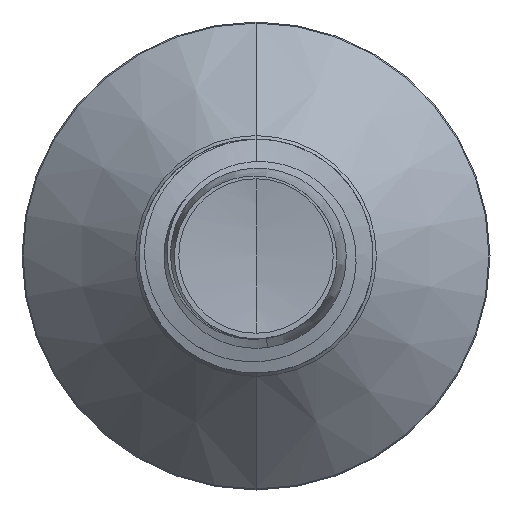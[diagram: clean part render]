
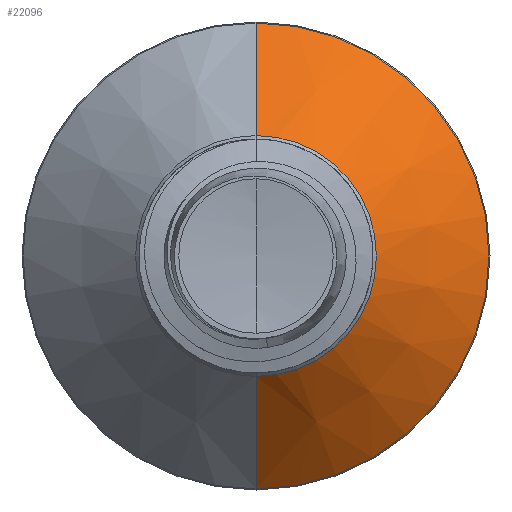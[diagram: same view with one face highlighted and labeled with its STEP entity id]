
A CAD part, front view. The second image highlights one B-rep face of the part: STEP entity #22096.
In plain terms, the highlighted conical face has half-angle 45 degrees and reference radius 3.088 mm.
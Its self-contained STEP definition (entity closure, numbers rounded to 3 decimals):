
#476 = AXIS2_PLACEMENT_3D ( 'NONE', #819, #15133, #3953 ) ;
#819 = CARTESIAN_POINT ( 'NONE',  ( 0., 12.239, 0. ) ) ;
#2078 = EDGE_CURVE ( 'NONE', #4236, #2501, #9395, .T. ) ;
#2481 = AXIS2_PLACEMENT_3D ( 'NONE', #7528, #20300, #9364 ) ;
#2501 = VERTEX_POINT ( 'NONE', #15468 ) ;
#2652 = CARTESIAN_POINT ( 'NONE',  ( 0., 12.239, -3.089 ) ) ;
#3850 = EDGE_CURVE ( 'NONE', #9011, #11447, #9667, .T. ) ;
#3953 = DIRECTION ( 'NONE',  ( 0., 0., 1. ) ) ;
#4236 = VERTEX_POINT ( 'NONE', #9605 ) ;
#4522 = DIRECTION ( 'NONE',  ( 0., 0.707, 0.707 ) ) ;
#4611 = EDGE_LOOP ( 'NONE', ( #20378, #7482, #9527, #12383 ) ) ;
#6038 = VECTOR ( 'NONE', #22757, 1000. ) ;
#6574 = LINE ( 'NONE', #2652, #6038 ) ;
#7196 = CARTESIAN_POINT ( 'NONE',  ( 0., 15.124, 5.974 ) ) ;
#7482 = ORIENTED_EDGE ( 'NONE', *, *, #8049, .T. ) ;
#7528 = CARTESIAN_POINT ( 'NONE',  ( 0., 15.124, 0. ) ) ;
#7579 = DIRECTION ( 'NONE',  ( 0., 1., 0. ) ) ;
#8049 = EDGE_CURVE ( 'NONE', #2501, #11447, #6574, .T. ) ;
#9011 = VERTEX_POINT ( 'NONE', #7196 ) ;
#9364 = DIRECTION ( 'NONE',  ( 0., 0., 1. ) ) ;
#9395 = CIRCLE ( 'NONE', #20524, 3.089 ) ;
#9527 = ORIENTED_EDGE ( 'NONE', *, *, #3850, .F. ) ;
#9605 = CARTESIAN_POINT ( 'NONE',  ( 0., 12.239, 3.089 ) ) ;
#9667 = CIRCLE ( 'NONE', #2481, 5.974 ) ;
#10544 = CONICAL_SURFACE ( 'NONE', #476, 3.089, 0.785 ) ;
#11150 = FACE_OUTER_BOUND ( 'NONE', #4611, .T. ) ;
#11447 = VERTEX_POINT ( 'NONE', #19427 ) ;
#12383 = ORIENTED_EDGE ( 'NONE', *, *, #16686, .F. ) ;
#13452 = LINE ( 'NONE', #17281, #18307 ) ;
#15133 = DIRECTION ( 'NONE',  ( 0., 1., 0. ) ) ;
#15468 = CARTESIAN_POINT ( 'NONE',  ( 0., 12.239, -3.089 ) ) ;
#16686 = EDGE_CURVE ( 'NONE', #4236, #9011, #13452, .T. ) ;
#17281 = CARTESIAN_POINT ( 'NONE',  ( 0., 12.239, 3.089 ) ) ;
#18307 = VECTOR ( 'NONE', #4522, 1000. ) ;
#18510 = CARTESIAN_POINT ( 'NONE',  ( 0., 12.239, 0. ) ) ;
#19427 = CARTESIAN_POINT ( 'NONE',  ( 0., 15.124, -5.974 ) ) ;
#20300 = DIRECTION ( 'NONE',  ( 0., 1., 0. ) ) ;
#20352 = DIRECTION ( 'NONE',  ( 0., 0., 1. ) ) ;
#20378 = ORIENTED_EDGE ( 'NONE', *, *, #2078, .T. ) ;
#20524 = AXIS2_PLACEMENT_3D ( 'NONE', #18510, #7579, #20352 ) ;
#22096 = ADVANCED_FACE ( 'NONE', ( #11150 ), #10544, .T. ) ;
#22757 = DIRECTION ( 'NONE',  ( 0., 0.707, -0.707 ) ) ;
